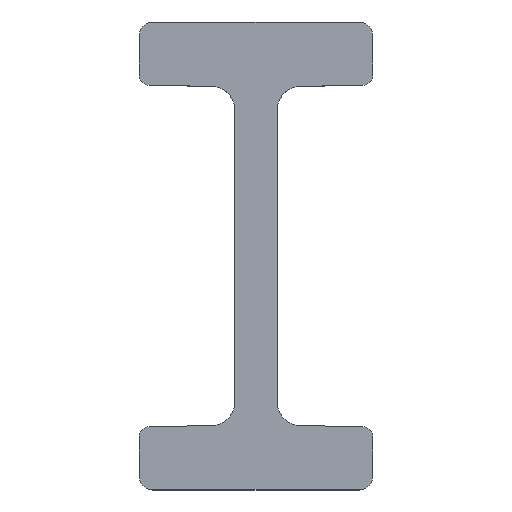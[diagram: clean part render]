
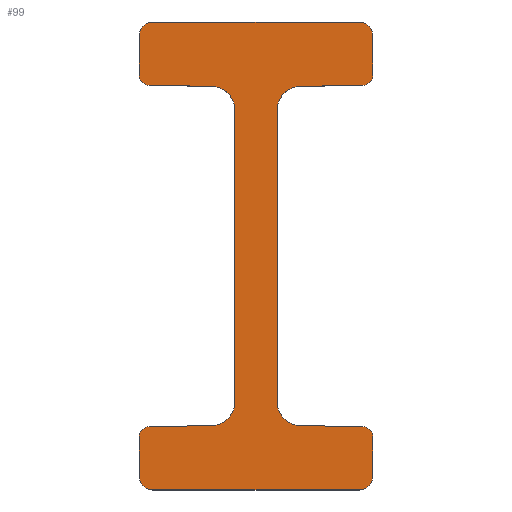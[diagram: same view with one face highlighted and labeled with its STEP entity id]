
A CAD part, top view. The second image highlights one B-rep face of the part: STEP entity #99.
In plain terms, the highlighted planar face has unit normal (0, 0, 1).
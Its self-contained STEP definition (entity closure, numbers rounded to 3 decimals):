
#99=ADVANCED_FACE('',(#150),#151,.T.);
#150=FACE_OUTER_BOUND('',#202,.T.);
#151=PLANE('',#203);
#202=EDGE_LOOP('',(#374,#375,#376,#377,#378,#379,#380,#381,#382,#383,#384,#385,#386,#387,#388,#389,#390,#391,#392,#393,#394,#395,#396,#397));
#203=AXIS2_PLACEMENT_3D('',#398,#399,#400);
#374=ORIENTED_EDGE('',*,*,#428,.F.);
#375=ORIENTED_EDGE('',*,*,#498,.F.);
#376=ORIENTED_EDGE('',*,*,#495,.F.);
#377=ORIENTED_EDGE('',*,*,#492,.F.);
#378=ORIENTED_EDGE('',*,*,#489,.F.);
#379=ORIENTED_EDGE('',*,*,#486,.F.);
#380=ORIENTED_EDGE('',*,*,#483,.F.);
#381=ORIENTED_EDGE('',*,*,#480,.F.);
#382=ORIENTED_EDGE('',*,*,#477,.F.);
#383=ORIENTED_EDGE('',*,*,#474,.F.);
#384=ORIENTED_EDGE('',*,*,#471,.F.);
#385=ORIENTED_EDGE('',*,*,#468,.F.);
#386=ORIENTED_EDGE('',*,*,#465,.F.);
#387=ORIENTED_EDGE('',*,*,#462,.F.);
#388=ORIENTED_EDGE('',*,*,#459,.F.);
#389=ORIENTED_EDGE('',*,*,#456,.F.);
#390=ORIENTED_EDGE('',*,*,#453,.F.);
#391=ORIENTED_EDGE('',*,*,#450,.F.);
#392=ORIENTED_EDGE('',*,*,#447,.F.);
#393=ORIENTED_EDGE('',*,*,#444,.F.);
#394=ORIENTED_EDGE('',*,*,#441,.F.);
#395=ORIENTED_EDGE('',*,*,#438,.F.);
#396=ORIENTED_EDGE('',*,*,#435,.F.);
#397=ORIENTED_EDGE('',*,*,#432,.F.);
#398=CARTESIAN_POINT('',(0.,70.1,10.0));
#399=DIRECTION('',(0.0,0.0,1.0));
#400=DIRECTION('',(1.0,0.0,0.0));
#428=EDGE_CURVE('',#500,#501,#502,.T.);
#432=EDGE_CURVE('',#501,#508,#509,.T.);
#435=EDGE_CURVE('',#508,#513,#514,.T.);
#438=EDGE_CURVE('',#513,#518,#519,.T.);
#441=EDGE_CURVE('',#518,#523,#524,.T.);
#444=EDGE_CURVE('',#523,#528,#529,.T.);
#447=EDGE_CURVE('',#528,#533,#534,.T.);
#450=EDGE_CURVE('',#533,#538,#539,.T.);
#453=EDGE_CURVE('',#538,#543,#544,.T.);
#456=EDGE_CURVE('',#543,#548,#549,.T.);
#459=EDGE_CURVE('',#548,#553,#554,.T.);
#462=EDGE_CURVE('',#553,#558,#559,.T.);
#465=EDGE_CURVE('',#558,#563,#564,.T.);
#468=EDGE_CURVE('',#563,#568,#569,.T.);
#471=EDGE_CURVE('',#568,#573,#574,.T.);
#474=EDGE_CURVE('',#573,#578,#579,.T.);
#477=EDGE_CURVE('',#578,#583,#584,.T.);
#480=EDGE_CURVE('',#583,#588,#589,.T.);
#483=EDGE_CURVE('',#588,#593,#594,.T.);
#486=EDGE_CURVE('',#593,#598,#599,.T.);
#489=EDGE_CURVE('',#598,#603,#604,.T.);
#492=EDGE_CURVE('',#603,#608,#609,.T.);
#495=EDGE_CURVE('',#608,#613,#614,.T.);
#498=EDGE_CURVE('',#613,#500,#618,.T.);
#500=VERTEX_POINT('',#620);
#501=VERTEX_POINT('',#621);
#502=CIRCLE('',#622,4.0);
#508=VERTEX_POINT('',#630);
#509=LINE('',#631,#632);
#513=VERTEX_POINT('',#638);
#514=CIRCLE('',#639,3.0);
#518=VERTEX_POINT('',#644);
#519=LINE('',#645,#646);
#523=VERTEX_POINT('',#652);
#524=CIRCLE('',#653,7.0);
#528=VERTEX_POINT('',#658);
#529=LINE('',#659,#660);
#533=VERTEX_POINT('',#666);
#534=CIRCLE('',#667,7.0);
#538=VERTEX_POINT('',#672);
#539=LINE('',#673,#674);
#543=VERTEX_POINT('',#680);
#544=CIRCLE('',#681,3.0);
#548=VERTEX_POINT('',#686);
#549=LINE('',#687,#688);
#553=VERTEX_POINT('',#694);
#554=CIRCLE('',#695,4.0);
#558=VERTEX_POINT('',#700);
#559=LINE('',#701,#702);
#563=VERTEX_POINT('',#708);
#564=CIRCLE('',#709,4.0);
#568=VERTEX_POINT('',#714);
#569=LINE('',#715,#716);
#573=VERTEX_POINT('',#722);
#574=CIRCLE('',#723,3.0);
#578=VERTEX_POINT('',#728);
#579=LINE('',#729,#730);
#583=VERTEX_POINT('',#736);
#584=CIRCLE('',#737,7.0);
#588=VERTEX_POINT('',#742);
#589=LINE('',#743,#744);
#593=VERTEX_POINT('',#750);
#594=CIRCLE('',#751,7.0);
#598=VERTEX_POINT('',#756);
#599=LINE('',#757,#758);
#603=VERTEX_POINT('',#764);
#604=CIRCLE('',#765,3.0);
#608=VERTEX_POINT('',#770);
#609=LINE('',#771,#772);
#613=VERTEX_POINT('',#778);
#614=CIRCLE('',#779,4.0);
#618=LINE('',#784,#785);
#620=CARTESIAN_POINT('',(-30.95,0.0,10.0));
#621=CARTESIAN_POINT('',(-34.95,4.0,10.0));
#622=AXIS2_PLACEMENT_3D('',#788,#789,#790);
#630=CARTESIAN_POINT('',(-34.95,15.96,10.0));
#631=CARTESIAN_POINT('',(-34.95,15.96,10.0));
#632=VECTOR('',#796,1.0);
#638=CARTESIAN_POINT('',(-31.95,18.96,10.0));
#639=AXIS2_PLACEMENT_3D('',#799,#800,#801);
#644=CARTESIAN_POINT('',(-13.228,19.287,10.0));
#645=CARTESIAN_POINT('',(-31.95,18.96,10.0));
#646=VECTOR('',#806,1.0);
#652=CARTESIAN_POINT('',(-6.35,26.286,10.0));
#653=AXIS2_PLACEMENT_3D('',#809,#810,#811);
#658=CARTESIAN_POINT('',(-6.35,113.914,10.0));
#659=CARTESIAN_POINT('',(-6.35,113.914,10.0));
#660=VECTOR('',#816,1.0);
#666=CARTESIAN_POINT('',(-13.228,120.913,10.0));
#667=AXIS2_PLACEMENT_3D('',#819,#820,#821);
#672=CARTESIAN_POINT('',(-31.95,121.24,10.0));
#673=CARTESIAN_POINT('',(-13.228,120.913,10.0));
#674=VECTOR('',#826,1.0);
#680=CARTESIAN_POINT('',(-34.95,124.24,10.0));
#681=AXIS2_PLACEMENT_3D('',#829,#830,#831);
#686=CARTESIAN_POINT('',(-34.95,136.2,10.0));
#687=CARTESIAN_POINT('',(-34.95,136.2,10.0));
#688=VECTOR('',#836,1.0);
#694=CARTESIAN_POINT('',(-30.95,140.2,10.0));
#695=AXIS2_PLACEMENT_3D('',#839,#840,#841);
#700=CARTESIAN_POINT('',(30.95,140.2,10.0));
#701=CARTESIAN_POINT('',(30.95,140.2,10.0));
#702=VECTOR('',#846,1.0);
#708=CARTESIAN_POINT('',(34.95,136.2,10.0));
#709=AXIS2_PLACEMENT_3D('',#849,#850,#851);
#714=CARTESIAN_POINT('',(34.95,124.24,10.0));
#715=CARTESIAN_POINT('',(34.95,124.24,10.0));
#716=VECTOR('',#856,1.0);
#722=CARTESIAN_POINT('',(31.95,121.24,10.0));
#723=AXIS2_PLACEMENT_3D('',#859,#860,#861);
#728=CARTESIAN_POINT('',(13.228,120.913,10.0));
#729=CARTESIAN_POINT('',(31.95,121.24,10.0));
#730=VECTOR('',#866,1.0);
#736=CARTESIAN_POINT('',(6.35,113.914,10.0));
#737=AXIS2_PLACEMENT_3D('',#869,#870,#871);
#742=CARTESIAN_POINT('',(6.35,26.286,10.0));
#743=CARTESIAN_POINT('',(6.35,113.914,10.0));
#744=VECTOR('',#876,1.0);
#750=CARTESIAN_POINT('',(13.228,19.287,10.0));
#751=AXIS2_PLACEMENT_3D('',#879,#880,#881);
#756=CARTESIAN_POINT('',(31.95,18.96,10.0));
#757=CARTESIAN_POINT('',(13.228,19.287,10.0));
#758=VECTOR('',#886,1.0);
#764=CARTESIAN_POINT('',(34.95,15.96,10.0));
#765=AXIS2_PLACEMENT_3D('',#889,#890,#891);
#770=CARTESIAN_POINT('',(34.95,4.,10.0));
#771=CARTESIAN_POINT('',(34.95,4.,10.0));
#772=VECTOR('',#896,1.0);
#778=CARTESIAN_POINT('',(30.95,0.,10.0));
#779=AXIS2_PLACEMENT_3D('',#899,#900,#901);
#784=CARTESIAN_POINT('',(-30.95,0.0,10.0));
#785=VECTOR('',#906,1.0);
#788=CARTESIAN_POINT('',(-30.95,4.0,10.0));
#789=DIRECTION('',(0.0,0.0,-1.0));
#790=DIRECTION('',(1.0,0.0,0.0));
#796=DIRECTION('',(0.0,1.0,0.0));
#799=CARTESIAN_POINT('',(-31.95,15.96,10.0));
#800=DIRECTION('',(0.0,0.0,-1.0));
#801=DIRECTION('',(1.0,0.0,0.0));
#806=DIRECTION('',(1.,0.017,0.0));
#809=CARTESIAN_POINT('',(-13.35,26.286,10.0));
#810=DIRECTION('',(0.0,0.0,1.0));
#811=DIRECTION('',(1.0,0.0,0.0));
#816=DIRECTION('',(0.,1.0,0.0));
#819=CARTESIAN_POINT('',(-13.35,113.914,10.0));
#820=DIRECTION('',(0.0,0.0,1.0));
#821=DIRECTION('',(1.0,0.0,0.0));
#826=DIRECTION('',(-1.,0.017,0.0));
#829=CARTESIAN_POINT('',(-31.95,124.24,10.0));
#830=DIRECTION('',(0.0,0.0,-1.0));
#831=DIRECTION('',(1.0,0.0,0.0));
#836=DIRECTION('',(0.0,1.0,0.0));
#839=CARTESIAN_POINT('',(-30.95,136.2,10.0));
#840=DIRECTION('',(0.0,0.0,-1.0));
#841=DIRECTION('',(1.0,0.0,0.0));
#846=DIRECTION('',(1.0,0.,0.0));
#849=CARTESIAN_POINT('',(30.95,136.2,10.0));
#850=DIRECTION('',(0.0,0.0,-1.0));
#851=DIRECTION('',(1.0,0.0,0.0));
#856=DIRECTION('',(0.0,-1.0,0.0));
#859=CARTESIAN_POINT('',(31.95,124.24,10.0));
#860=DIRECTION('',(0.0,0.0,-1.0));
#861=DIRECTION('',(1.0,0.0,0.0));
#866=DIRECTION('',(-1.,-0.017,0.0));
#869=CARTESIAN_POINT('',(13.35,113.914,10.0));
#870=DIRECTION('',(0.0,0.0,1.0));
#871=DIRECTION('',(1.0,0.0,0.0));
#876=DIRECTION('',(0.,-1.0,0.0));
#879=CARTESIAN_POINT('',(13.35,26.286,10.0));
#880=DIRECTION('',(0.0,0.0,1.0));
#881=DIRECTION('',(1.0,0.0,0.0));
#886=DIRECTION('',(1.,-0.017,0.0));
#889=CARTESIAN_POINT('',(31.95,15.96,10.0));
#890=DIRECTION('',(0.0,0.0,-1.0));
#891=DIRECTION('',(1.0,0.0,0.0));
#896=DIRECTION('',(0.0,-1.0,0.0));
#899=CARTESIAN_POINT('',(30.95,4.,10.0));
#900=DIRECTION('',(0.0,0.0,-1.0));
#901=DIRECTION('',(1.0,0.0,0.0));
#906=DIRECTION('',(-1.0,0.,0.0));
